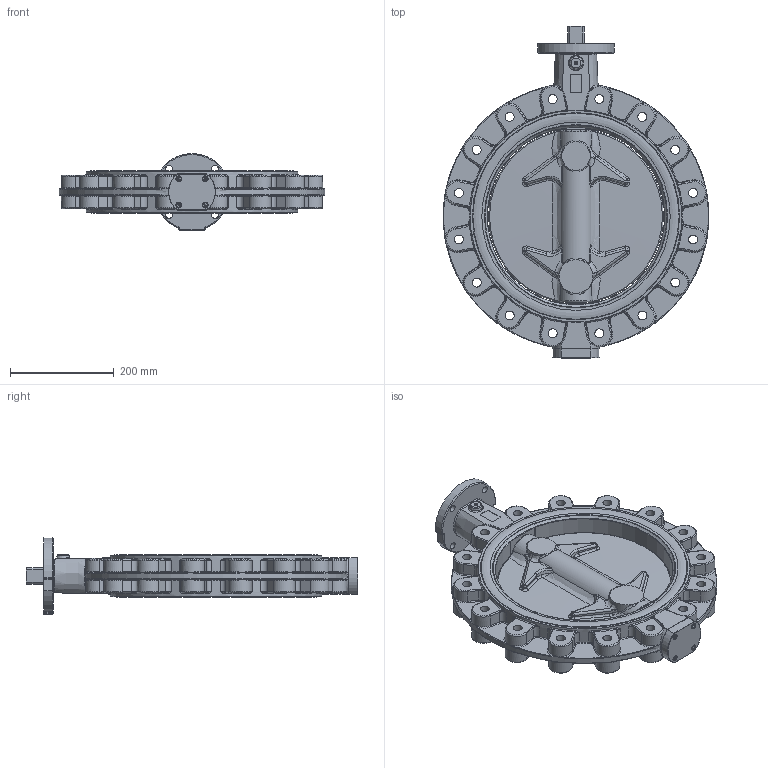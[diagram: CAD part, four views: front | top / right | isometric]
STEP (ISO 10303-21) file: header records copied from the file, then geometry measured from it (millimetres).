
FILE_DESCRIPTION(/* description */ (''),/* implementation_level */ '2;1');
FILE_NAME(/* name */ 'Z014-A DN350.stp',/* time_stamp */ '2017-12-14T07:25:50+01:00',/* author */ ('hellwig'),/* organization */ (''),/* preprocessor_version */ 'ST-DEVELOPER v16.5',/* originating_system */ 'Autodesk Inventor 2017',/* authorisation */ '');
FILE_SCHEMA (('AUTOMOTIVE_DESIGN { 1 0 10303 214 3 1 1 }'));
Length unit declared in the file: millimetre
Products named in the file (1): M7990
Bounding box: 511.38 x 639.4 x 147.73 mm (x, y, z)
Volume: 8383449.5 mm3; surface area: 1015091.3 mm2
Topology: 3 solids, 23 shells, 2208 faces, 5486 edges, 3180 vertices
Faces by surface type: bspline 646, plane 596, cylinder 481, torus 384, cone 65, sphere 36
Full cylindrical faces by diameter (mm): 4 x1, 4.917 x4, 6 x5, 6.6 x4, 6.647 x1, 10 x4, 11 x4, 13.5 x4, 17.294 x16, 24.9 x1, 30 x2, 30.2 x1, 32 x1, 35.5 x4, 40 x10, 40.1 x4, 40.2 x6, 40.35 x4, 44.95 x4, 45 x8, 46 x2, 47 x3, 53 x1, 60 x2, 85.1 x1, 386 x2, 389.6 x2, 397 x2, 408 x2
Entity records: 85901 total; most frequent: CARTESIAN_POINT 36935, ORIENTED_EDGE 9978, DIRECTION 8893, EDGE_CURVE 4987, AXIS2_PLACEMENT_3D 3637, VERTEX_POINT 3096, EDGE_LOOP 2561, FACE_OUTER_BOUND 2208
